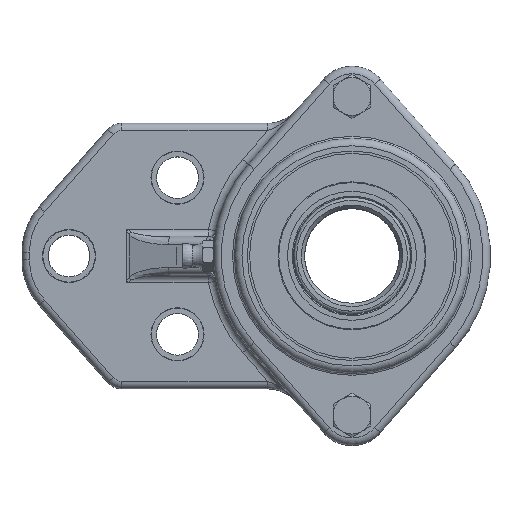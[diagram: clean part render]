
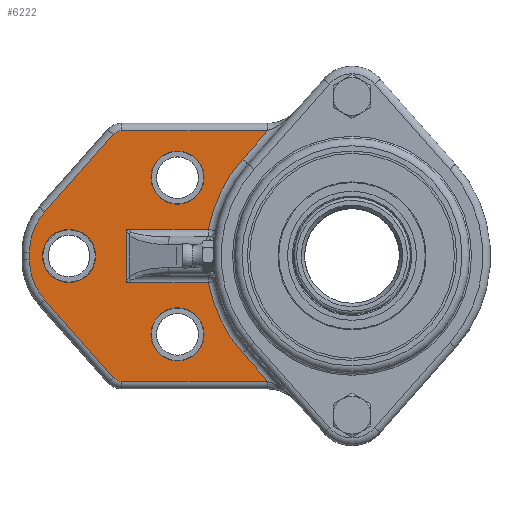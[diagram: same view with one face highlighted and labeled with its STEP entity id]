
A CAD part, top view. The second image highlights one B-rep face of the part: STEP entity #6222.
In plain terms, the highlighted planar face has unit normal (0, 0, 1).
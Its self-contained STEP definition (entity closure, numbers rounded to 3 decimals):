
#480=FACE_OUTER_BOUND('',#1674,.T.);
#838=LINE('',#10283,#1126);
#840=LINE('',#10295,#1128);
#842=LINE('',#10307,#1130);
#844=LINE('',#10319,#1132);
#846=LINE('',#10331,#1134);
#865=LINE('',#10472,#1153);
#867=LINE('',#10478,#1155);
#868=LINE('',#10482,#1156);
#869=LINE('',#10484,#1157);
#870=LINE('',#10486,#1158);
#1126=VECTOR('',#7816,10.);
#1128=VECTOR('',#7830,10.);
#1130=VECTOR('',#7844,10.);
#1132=VECTOR('',#7858,10.);
#1134=VECTOR('',#7872,10.);
#1153=VECTOR('',#7935,10.);
#1155=VECTOR('',#7941,10.);
#1156=VECTOR('',#7944,10.);
#1157=VECTOR('',#7945,10.);
#1158=VECTOR('',#7946,10.);
#1378=PLANE('',#6775);
#1504=FACE_BOUND('',#1675,.T.);
#1505=FACE_BOUND('',#1676,.T.);
#1506=FACE_BOUND('',#1677,.T.);
#1674=EDGE_LOOP('',(#4434,#4435,#4436,#4437,#4438,#4439,#4440,#4441,#4442,
#4443,#4444,#4445,#4446,#4447,#4448,#4449,#4450,#4451));
#1675=EDGE_LOOP('',(#4452));
#1676=EDGE_LOOP('',(#4453));
#1677=EDGE_LOOP('',(#4454));
#2092=CIRCLE('',#6653,7.);
#2098=CIRCLE('',#6664,7.);
#2104=CIRCLE('',#6675,7.);
#2142=CIRCLE('',#6724,12.);
#2146=CIRCLE('',#6730,3.);
#2150=CIRCLE('',#6736,16.);
#2154=CIRCLE('',#6742,16.);
#2158=CIRCLE('',#6748,3.);
#2162=CIRCLE('',#6754,12.);
#2171=CIRCLE('',#6776,38.5);
#2172=CIRCLE('',#6777,38.5);
#2604=VERTEX_POINT('',#9859);
#2610=VERTEX_POINT('',#9878);
#2616=VERTEX_POINT('',#9897);
#2677=VERTEX_POINT('',#10250);
#2680=VERTEX_POINT('',#10275);
#2682=VERTEX_POINT('',#10281);
#2684=VERTEX_POINT('',#10287);
#2686=VERTEX_POINT('',#10293);
#2688=VERTEX_POINT('',#10299);
#2690=VERTEX_POINT('',#10305);
#2692=VERTEX_POINT('',#10311);
#2694=VERTEX_POINT('',#10317);
#2696=VERTEX_POINT('',#10323);
#2698=VERTEX_POINT('',#10329);
#2700=VERTEX_POINT('',#10335);
#2714=VERTEX_POINT('',#10471);
#2716=VERTEX_POINT('',#10477);
#2717=VERTEX_POINT('',#10479);
#2718=VERTEX_POINT('',#10481);
#2719=VERTEX_POINT('',#10483);
#2720=VERTEX_POINT('',#10485);
#3208=EDGE_CURVE('',#2604,#2604,#2092,.T.);
#3216=EDGE_CURVE('',#2610,#2610,#2098,.T.);
#3224=EDGE_CURVE('',#2616,#2616,#2104,.T.);
#3304=EDGE_CURVE('',#2680,#2677,#2142,.T.);
#3307=EDGE_CURVE('',#2682,#2680,#838,.T.);
#3310=EDGE_CURVE('',#2684,#2682,#2146,.T.);
#3313=EDGE_CURVE('',#2686,#2684,#840,.T.);
#3316=EDGE_CURVE('',#2688,#2686,#2150,.T.);
#3319=EDGE_CURVE('',#2690,#2688,#842,.T.);
#3322=EDGE_CURVE('',#2692,#2690,#2154,.T.);
#3325=EDGE_CURVE('',#2694,#2692,#844,.T.);
#3328=EDGE_CURVE('',#2696,#2694,#2158,.T.);
#3331=EDGE_CURVE('',#2698,#2696,#846,.T.);
#3334=EDGE_CURVE('',#2700,#2698,#2162,.T.);
#3361=EDGE_CURVE('',#2677,#2714,#865,.T.);
#3364=EDGE_CURVE('',#2716,#2700,#867,.T.);
#3365=EDGE_CURVE('',#2717,#2716,#2171,.T.);
#3366=EDGE_CURVE('',#2718,#2717,#868,.T.);
#3367=EDGE_CURVE('',#2719,#2718,#869,.T.);
#3368=EDGE_CURVE('',#2720,#2719,#870,.T.);
#3369=EDGE_CURVE('',#2714,#2720,#2172,.T.);
#4434=ORIENTED_EDGE('',*,*,#3334,.F.);
#4435=ORIENTED_EDGE('',*,*,#3364,.F.);
#4436=ORIENTED_EDGE('',*,*,#3365,.F.);
#4437=ORIENTED_EDGE('',*,*,#3366,.F.);
#4438=ORIENTED_EDGE('',*,*,#3367,.F.);
#4439=ORIENTED_EDGE('',*,*,#3368,.F.);
#4440=ORIENTED_EDGE('',*,*,#3369,.F.);
#4441=ORIENTED_EDGE('',*,*,#3361,.F.);
#4442=ORIENTED_EDGE('',*,*,#3304,.F.);
#4443=ORIENTED_EDGE('',*,*,#3307,.F.);
#4444=ORIENTED_EDGE('',*,*,#3310,.F.);
#4445=ORIENTED_EDGE('',*,*,#3313,.F.);
#4446=ORIENTED_EDGE('',*,*,#3316,.F.);
#4447=ORIENTED_EDGE('',*,*,#3319,.F.);
#4448=ORIENTED_EDGE('',*,*,#3322,.F.);
#4449=ORIENTED_EDGE('',*,*,#3325,.F.);
#4450=ORIENTED_EDGE('',*,*,#3328,.F.);
#4451=ORIENTED_EDGE('',*,*,#3331,.F.);
#4452=ORIENTED_EDGE('',*,*,#3208,.T.);
#4453=ORIENTED_EDGE('',*,*,#3216,.T.);
#4454=ORIENTED_EDGE('',*,*,#3224,.T.);
#6222=ADVANCED_FACE('',(#480,#1504,#1505,#1506),#1378,.T.);
#6653=AXIS2_PLACEMENT_3D('',#9860,#7634,#7635);
#6664=AXIS2_PLACEMENT_3D('',#9879,#7658,#7659);
#6675=AXIS2_PLACEMENT_3D('',#9898,#7682,#7683);
#6724=AXIS2_PLACEMENT_3D('',#10277,#7808,#7809);
#6730=AXIS2_PLACEMENT_3D('',#10289,#7822,#7823);
#6736=AXIS2_PLACEMENT_3D('',#10301,#7836,#7837);
#6742=AXIS2_PLACEMENT_3D('',#10313,#7850,#7851);
#6748=AXIS2_PLACEMENT_3D('',#10325,#7864,#7865);
#6754=AXIS2_PLACEMENT_3D('',#10337,#7878,#7879);
#6775=AXIS2_PLACEMENT_3D('',#10476,#7939,#7940);
#6776=AXIS2_PLACEMENT_3D('',#10480,#7942,#7943);
#6777=AXIS2_PLACEMENT_3D('',#10487,#7947,#7948);
#7634=DIRECTION('center_axis',(0.,0.,-1.));
#7635=DIRECTION('ref_axis',(-1.,0.,0.));
#7658=DIRECTION('center_axis',(0.,0.,-1.));
#7659=DIRECTION('ref_axis',(-1.,0.,0.));
#7682=DIRECTION('center_axis',(0.,0.,-1.));
#7683=DIRECTION('ref_axis',(-1.,0.,0.));
#7808=DIRECTION('center_axis',(0.,0.,1.));
#7809=DIRECTION('ref_axis',(0.101,-0.995,0.));
#7816=DIRECTION('',(1.,0.,0.));
#7822=DIRECTION('center_axis',(0.,0.,-1.));
#7823=DIRECTION('ref_axis',(-0.411,0.912,0.));
#7830=DIRECTION('',(0.663,0.749,0.));
#7836=DIRECTION('center_axis',(0.,0.,-1.));
#7837=DIRECTION('ref_axis',(-0.935,0.354,0.));
#7844=DIRECTION('',(0.,1.,0.));
#7850=DIRECTION('center_axis',(0.,0.,-1.));
#7851=DIRECTION('ref_axis',(-0.935,-0.354,0.));
#7858=DIRECTION('',(-0.663,0.749,0.));
#7864=DIRECTION('center_axis',(0.,0.,-1.));
#7865=DIRECTION('ref_axis',(-0.411,-0.912,0.));
#7872=DIRECTION('',(-1.,0.,0.));
#7878=DIRECTION('center_axis',(0.,0.,1.));
#7879=DIRECTION('ref_axis',(0.101,0.995,0.));
#7935=DIRECTION('',(-0.663,-0.749,0.));
#7939=DIRECTION('center_axis',(0.,0.,1.));
#7940=DIRECTION('ref_axis',(1.,0.,0.));
#7941=DIRECTION('',(0.663,-0.749,0.));
#7942=DIRECTION('center_axis',(0.,0.,1.));
#7943=DIRECTION('ref_axis',(-0.909,-0.418,0.));
#7944=DIRECTION('',(1.,0.,0.));
#7945=DIRECTION('',(0.,-1.,0.));
#7946=DIRECTION('',(-1.,0.,0.));
#7947=DIRECTION('center_axis',(0.,0.,1.));
#7948=DIRECTION('ref_axis',(-0.909,0.418,0.));
#9859=CARTESIAN_POINT('',(-39.,20.65,22.5));
#9860=CARTESIAN_POINT('Origin',(-46.,20.65,22.5));
#9878=CARTESIAN_POINT('',(-67.6,0.,22.5));
#9879=CARTESIAN_POINT('Origin',(-74.6,0.,22.5));
#9897=CARTESIAN_POINT('',(-39.,-20.65,22.5));
#9898=CARTESIAN_POINT('Origin',(-46.,-20.65,22.5));
#10250=CARTESIAN_POINT('',(-22.211,33.,22.5));
#10275=CARTESIAN_POINT('',(-22.278,33.,22.5));
#10277=CARTESIAN_POINT('Origin',(-22.278,45.,22.5));
#10281=CARTESIAN_POINT('',(-60.747,33.,22.5));
#10283=CARTESIAN_POINT('',(-34.033,33.,22.5));
#10287=CARTESIAN_POINT('',(-62.994,31.988,22.5));
#10289=CARTESIAN_POINT('Origin',(-60.747,30.,22.5));
#10293=CARTESIAN_POINT('',(-80.985,11.646,22.5));
#10295=CARTESIAN_POINT('',(-67.398,27.009,22.5));
#10299=CARTESIAN_POINT('',(-85.,1.046,22.5));
#10301=CARTESIAN_POINT('Origin',(-69.,1.046,22.5));
#10305=CARTESIAN_POINT('',(-85.,-1.046,22.5));
#10307=CARTESIAN_POINT('',(-85.,3.932,22.5));
#10311=CARTESIAN_POINT('',(-80.985,-11.646,22.5));
#10313=CARTESIAN_POINT('Origin',(-69.,-1.046,22.5));
#10317=CARTESIAN_POINT('',(-62.994,-31.988,22.5));
#10319=CARTESIAN_POINT('',(-79.398,-13.441,22.5));
#10323=CARTESIAN_POINT('',(-60.747,-33.,22.5));
#10325=CARTESIAN_POINT('Origin',(-60.747,-30.,22.5));
#10329=CARTESIAN_POINT('',(-22.278,-33.,22.5));
#10331=CARTESIAN_POINT('',(-56.647,-33.,22.5));
#10335=CARTESIAN_POINT('',(-22.211,-33.,22.5));
#10337=CARTESIAN_POINT('Origin',(-22.278,-45.,22.5));
#10471=CARTESIAN_POINT('',(-28.839,25.506,22.5));
#10472=CARTESIAN_POINT('',(-29.951,24.249,22.5));
#10476=CARTESIAN_POINT('Origin',(-50.293,0.,
22.5));
#10477=CARTESIAN_POINT('',(-28.839,-25.506,22.5));
#10478=CARTESIAN_POINT('',(-39.876,-13.027,22.5));
#10479=CARTESIAN_POINT('',(-37.858,-7.,22.5));
#10480=CARTESIAN_POINT('Origin',(0.,0.,
22.5));
#10481=CARTESIAN_POINT('',(-59.459,-7.,22.5));
#10482=CARTESIAN_POINT('',(-48.026,-7.,22.5));
#10483=CARTESIAN_POINT('',(-59.459,7.,22.5));
#10484=CARTESIAN_POINT('',(-59.459,0.,22.5));
#10485=CARTESIAN_POINT('',(-37.858,7.,22.5));
#10486=CARTESIAN_POINT('',(-48.026,7.,22.5));
#10487=CARTESIAN_POINT('Origin',(0.,0.,
22.5));
